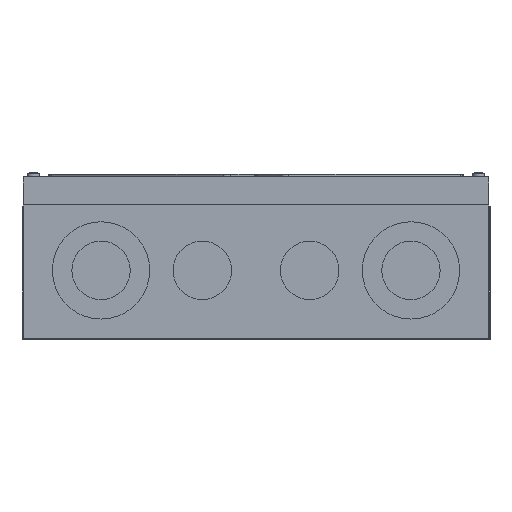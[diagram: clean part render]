
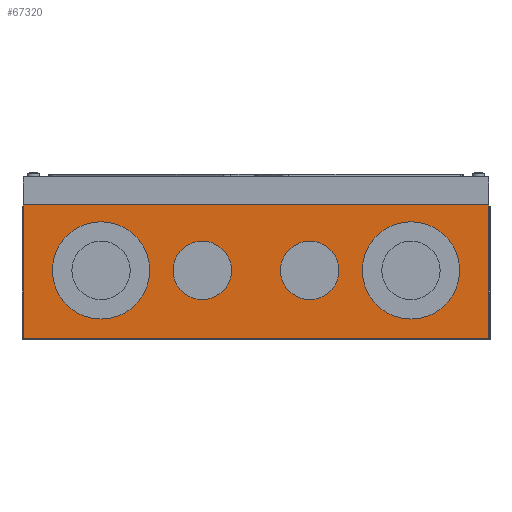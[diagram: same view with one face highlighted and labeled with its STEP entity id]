
A CAD part, left-side view. The second image highlights one B-rep face of the part: STEP entity #67320.
In plain terms, the highlighted planar face has unit normal (-1, 0, 0).
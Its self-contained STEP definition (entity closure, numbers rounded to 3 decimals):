
#780=CARTESIAN_POINT('',(-500.,-1299.,1163.9));
#790=VERTEX_POINT('',#780);
#820=CARTESIAN_POINT('',(-500.,0.,1163.9));
#830=DIRECTION('',(0.,-1.,0.));
#840=VECTOR('',#830,1.);
#850=LINE('',#820,#840);
#860=CARTESIAN_POINT('',(-500.,-701.,1163.9));
#870=VERTEX_POINT('',#860);
#880=EDGE_CURVE('',#870,#790,#850,.T.);
#1560=CARTESIAN_POINT('',(-500.,-701.,1161.5));
#1570=VERTEX_POINT('',#1560);
#1600=CARTESIAN_POINT('',(-500.,-701.,4.5));
#1610=DIRECTION('',(0.,0.,-1.));
#1620=VECTOR('',#1610,1.);
#1630=LINE('',#1600,#1620);
#1640=CARTESIAN_POINT('',(-500.,-701.,991.5));
#1650=VERTEX_POINT('',#1640);
#1660=EDGE_CURVE('',#1570,#1650,#1630,.T.);
#13270=CARTESIAN_POINT('',(-500.,-1299.,1161.5));
#13280=VERTEX_POINT('',#13270);
#13510=CARTESIAN_POINT('',(-500.,-1299.,991.5));
#13520=VERTEX_POINT('',#13510);
#13550=CARTESIAN_POINT('',(-500.,-1299.,4.5));
#13560=DIRECTION('',(0.,0.,-1.));
#13570=VECTOR('',#13560,1.);
#13580=LINE('',#13550,#13570);
#13590=EDGE_CURVE('',#13280,#13520,#13580,.T.);
#20080=CARTESIAN_POINT('',(-500.,-1299.,4.5));
#20090=DIRECTION('',(0.,0.,-1.));
#20100=VECTOR('',#20090,1.);
#20110=LINE('',#20080,#20100);
#20120=EDGE_CURVE('',#790,#13280,#20110,.T.);
#43240=CARTESIAN_POINT('',(-500.,-701.,4.5));
#43250=DIRECTION('',(0.,0.,-1.));
#43260=VECTOR('',#43250,1.);
#43270=LINE('',#43240,#43260);
#43280=EDGE_CURVE('',#870,#1570,#43270,.T.);
#50880=CARTESIAN_POINT('',(-500.,0.,991.5)
);
#50890=DIRECTION('',(0.,1.,0.));
#50900=VECTOR('',#50890,1.);
#50910=LINE('',#50880,#50900);
#50920=EDGE_CURVE('',#13520,#1650,#50910,.T.);
#66590=CARTESIAN_POINT('',(-500.,-1299.,1164.));
#66600=DIRECTION('',(1.,0.,0.));
#66610=DIRECTION('',(0.,-1.,0.));
#66620=AXIS2_PLACEMENT_3D('',#66590,#66600,#66610);
#66630=PLANE('',#66620);
#66640=CARTESIAN_POINT('',(-500.,-931.,1079.));
#66650=DIRECTION('',(1.,0.,0.));
#66660=DIRECTION('',(0.,1.,0.));
#66670=AXIS2_PLACEMENT_3D('',#66640,#66650,#66660);
#66680=CIRCLE('',#66670,37.5);
#66690=CARTESIAN_POINT('',(-500.,-893.5,1079.));
#66700=VERTEX_POINT('',#66690);
#66710=CARTESIAN_POINT('',(-500.,-968.5,1079.));
#66720=VERTEX_POINT('',#66710);
#66730=EDGE_CURVE('',#66700,#66720,#66680,.T.);
#66740=ORIENTED_EDGE('',*,*,#66730,.T.);
#66750=EDGE_CURVE('',#66720,#66700,#66680,.T.);
#66760=ORIENTED_EDGE('',*,*,#66750,.T.);
#66770=EDGE_LOOP('',(#66760,#66740));
#66780=FACE_BOUND('',#66770,.T.);
#66790=CARTESIAN_POINT('',(-500.,-801.,1079.));
#66800=DIRECTION('',(-1.,0.,0.));
#66810=DIRECTION('',(0.,-1.,0.));
#66820=AXIS2_PLACEMENT_3D('',#66790,#66800,#66810);
#66830=CIRCLE('',#66820,62.5);
#66840=CARTESIAN_POINT('',(-500.,-863.5,1079.));
#66850=VERTEX_POINT('',#66840);
#66860=CARTESIAN_POINT('',(-500.,-738.5,1079.));
#66870=VERTEX_POINT('',#66860);
#66880=EDGE_CURVE('',#66850,#66870,#66830,.T.);
#66890=ORIENTED_EDGE('',*,*,#66880,.F.);
#66900=EDGE_CURVE('',#66870,#66850,#66830,.T.);
#66910=ORIENTED_EDGE('',*,*,#66900,.F.);
#66920=EDGE_LOOP('',(#66910,#66890));
#66930=FACE_BOUND('',#66920,.T.);
#66940=CARTESIAN_POINT('',(-500.,-1199.,1079.));
#66950=DIRECTION('',(-1.,0.,0.));
#66960=DIRECTION('',(0.,-1.,0.));
#66970=AXIS2_PLACEMENT_3D('',#66940,#66950,#66960);
#66980=CIRCLE('',#66970,62.5);
#66990=CARTESIAN_POINT('',(-500.,-1261.5,1079.));
#67000=VERTEX_POINT('',#66990);
#67010=CARTESIAN_POINT('',(-500.,-1136.5,1079.));
#67020=VERTEX_POINT('',#67010);
#67030=EDGE_CURVE('',#67000,#67020,#66980,.T.);
#67040=ORIENTED_EDGE('',*,*,#67030,.F.);
#67050=EDGE_CURVE('',#67020,#67000,#66980,.T.);
#67060=ORIENTED_EDGE('',*,*,#67050,.F.);
#67070=EDGE_LOOP('',(#67060,#67040));
#67080=FACE_BOUND('',#67070,.T.);
#67090=CARTESIAN_POINT('',(-500.,-1069.,1079.));
#67100=DIRECTION('',(1.,0.,0.));
#67110=DIRECTION('',(0.,1.,0.));
#67120=AXIS2_PLACEMENT_3D('',#67090,#67100,#67110);
#67130=CIRCLE('',#67120,37.5);
#67140=CARTESIAN_POINT('',(-500.,-1031.5,1079.));
#67150=VERTEX_POINT('',#67140);
#67160=CARTESIAN_POINT('',(-500.,-1106.5,1079.));
#67170=VERTEX_POINT('',#67160);
#67180=EDGE_CURVE('',#67150,#67170,#67130,.T.);
#67190=ORIENTED_EDGE('',*,*,#67180,.T.);
#67200=EDGE_CURVE('',#67170,#67150,#67130,.T.);
#67210=ORIENTED_EDGE('',*,*,#67200,.T.);
#67220=EDGE_LOOP('',(#67210,#67190));
#67230=FACE_BOUND('',#67220,.T.);
#67240=ORIENTED_EDGE('',*,*,#1660,.T.);
#67250=ORIENTED_EDGE('',*,*,#43280,.T.);
#67260=ORIENTED_EDGE('',*,*,#880,.F.);
#67270=ORIENTED_EDGE('',*,*,#20120,.F.);
#67280=ORIENTED_EDGE('',*,*,#13590,.F.);
#67290=ORIENTED_EDGE('',*,*,#50920,.F.);
#67300=EDGE_LOOP('',(#67290,#67280,#67270,#67260,#67250,#67240));
#67310=FACE_OUTER_BOUND('',#67300,.T.);
#67320=ADVANCED_FACE('',(#66780,#66930,#67080,#67230,#67310),#66630,.F.)
;
